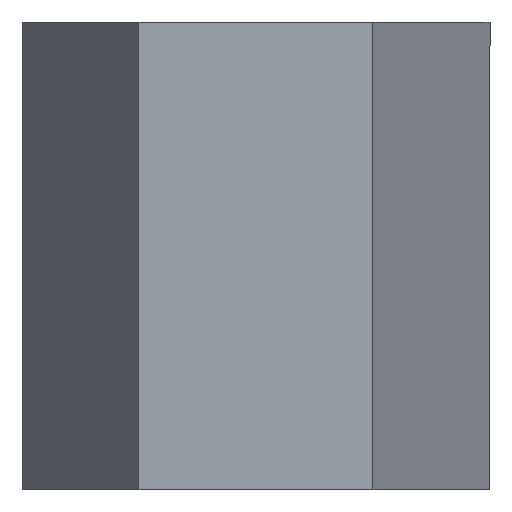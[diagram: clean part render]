
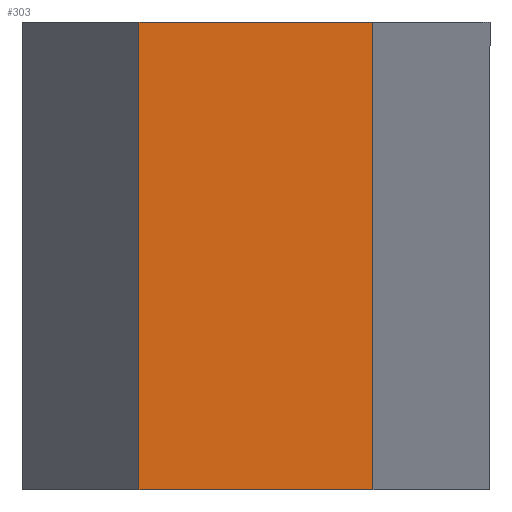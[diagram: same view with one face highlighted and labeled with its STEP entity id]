
A CAD part, front view. The second image highlights one B-rep face of the part: STEP entity #303.
In plain terms, the highlighted planar face has unit normal (0, -1, 0).
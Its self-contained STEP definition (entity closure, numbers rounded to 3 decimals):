
#6 = DIRECTION ( 'NONE',  ( 1., 0., 0. ) ) ;
#13 = EDGE_CURVE ( 'NONE', #43, #140, #285, .T. ) ;
#23 = CARTESIAN_POINT ( 'NONE',  ( 38.1, 50.8, -50.8 ) ) ;
#31 = CARTESIAN_POINT ( 'NONE',  ( 12.7, 50.8, -50.8 ) ) ;
#43 = VERTEX_POINT ( 'NONE', #316 ) ;
#44 = AXIS2_PLACEMENT_3D ( 'NONE', #192, #402, #296 ) ;
#57 = CARTESIAN_POINT ( 'NONE',  ( 38.1, 50.8, -50.8 ) ) ;
#62 = LINE ( 'NONE', #57, #122 ) ;
#111 = CARTESIAN_POINT ( 'NONE',  ( 38.1, 50.8, 0. ) ) ;
#117 = VERTEX_POINT ( 'NONE', #175 ) ;
#122 = VECTOR ( 'NONE', #171, 1000. ) ;
#128 = EDGE_CURVE ( 'NONE', #117, #409, #391, .T. ) ;
#140 = VERTEX_POINT ( 'NONE', #23 ) ;
#171 = DIRECTION ( 'NONE',  ( 0., 0., 1. ) ) ;
#175 = CARTESIAN_POINT ( 'NONE',  ( 12.7, 50.8, 0. ) ) ;
#177 = EDGE_CURVE ( 'NONE', #43, #117, #242, .T. ) ;
#188 = FACE_OUTER_BOUND ( 'NONE', #407, .T. ) ;
#192 = CARTESIAN_POINT ( 'NONE',  ( 38.1, 50.8, -50.8 ) ) ;
#222 = EDGE_CURVE ( 'NONE', #140, #409, #62, .T. ) ;
#242 = LINE ( 'NONE', #31, #410 ) ;
#251 = CARTESIAN_POINT ( 'NONE',  ( 38.1, 50.8, -50.8 ) ) ;
#260 = VECTOR ( 'NONE', #383, 1000. ) ;
#264 = ORIENTED_EDGE ( 'NONE', *, *, #177, .F. ) ;
#281 = ORIENTED_EDGE ( 'NONE', *, *, #128, .F. ) ;
#285 = LINE ( 'NONE', #251, #260 ) ;
#296 = DIRECTION ( 'NONE',  ( 0., 0., -1. ) ) ;
#303 = ADVANCED_FACE ( 'NONE', ( #188 ), #331, .T. ) ;
#307 = ORIENTED_EDGE ( 'NONE', *, *, #13, .T. ) ;
#308 = DIRECTION ( 'NONE',  ( 0., 0., 1. ) ) ;
#316 = CARTESIAN_POINT ( 'NONE',  ( 12.7, 50.8, -50.8 ) ) ;
#331 = PLANE ( 'NONE',  #44 ) ;
#357 = VECTOR ( 'NONE', #6, 1000. ) ;
#363 = CARTESIAN_POINT ( 'NONE',  ( 38.1, 50.8, 0. ) ) ;
#383 = DIRECTION ( 'NONE',  ( 1., 0., 0. ) ) ;
#391 = LINE ( 'NONE', #111, #357 ) ;
#402 = DIRECTION ( 'NONE',  ( 0., -1., 0. ) ) ;
#407 = EDGE_LOOP ( 'NONE', ( #281, #264, #307, #414 ) ) ;
#409 = VERTEX_POINT ( 'NONE', #363 ) ;
#410 = VECTOR ( 'NONE', #308, 1000. ) ;
#414 = ORIENTED_EDGE ( 'NONE', *, *, #222, .T. ) ;
